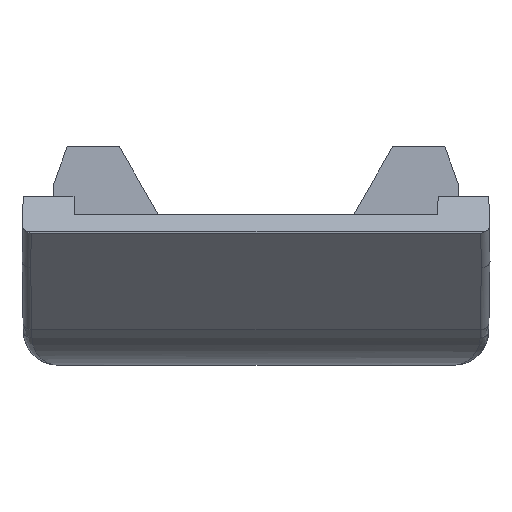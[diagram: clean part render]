
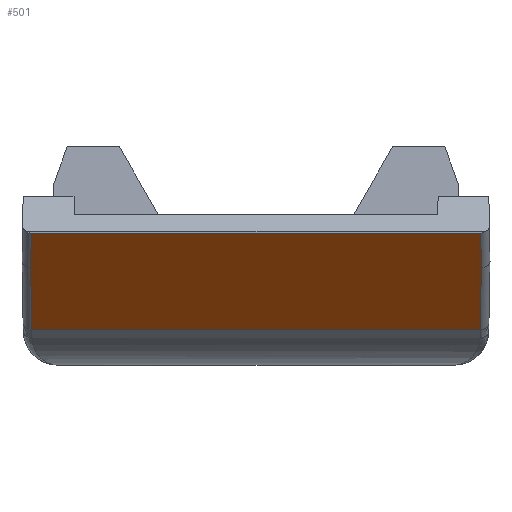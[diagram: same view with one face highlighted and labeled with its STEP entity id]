
A CAD part, left-side view. The second image highlights one B-rep face of the part: STEP entity #501.
In plain terms, the highlighted planar face has unit normal (-0.707, 0, -0.707).
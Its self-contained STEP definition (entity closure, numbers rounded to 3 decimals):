
#128 = DIRECTION ( 'NONE',  ( 0., -1., 0. ) ) ;
#223 = VERTEX_POINT ( 'NONE', #4600 ) ;
#384 = CARTESIAN_POINT ( 'NONE',  ( -21.263, 13.5, 1.667 ) ) ;
#439 = VECTOR ( 'NONE', #7205, 1000. ) ;
#501 = ADVANCED_FACE ( 'NONE', ( #6626 ), #4854, .F. ) ;
#731 = EDGE_CURVE ( 'NONE', #9092, #2414, #6275, .T. ) ;
#809 = CARTESIAN_POINT ( 'NONE',  ( -15.646, 12.937, -3.95 ) ) ;
#1156 = DIRECTION ( 'NONE',  ( 0.707, 0., 0.707 ) ) ;
#1246 = DIRECTION ( 'NONE',  ( -0.707, -0.012, 0.707 ) ) ;
#1266 = AXIS2_PLACEMENT_3D ( 'NONE', #384, #1156, #6342 ) ;
#1366 = ORIENTED_EDGE ( 'NONE', *, *, #5175, .T. ) ;
#1566 = DIRECTION ( 'NONE',  ( 0., 1., 0. ) ) ;
#1771 = CARTESIAN_POINT ( 'NONE',  ( -19.243, -13., -0.354 ) ) ;
#1796 = VECTOR ( 'NONE', #128, 1000. ) ;
#2414 = VERTEX_POINT ( 'NONE', #6012 ) ;
#2645 = ORIENTED_EDGE ( 'NONE', *, *, #5627, .T. ) ;
#3036 = EDGE_CURVE ( 'NONE', #2414, #6951, #4156, .T. ) ;
#3075 = EDGE_CURVE ( 'NONE', #223, #5472, #9380, .T. ) ;
#3128 = ORIENTED_EDGE ( 'NONE', *, *, #8287, .T. ) ;
#3161 = CARTESIAN_POINT ( 'NONE',  ( -15.646, 13.5, -3.95 ) ) ;
#3414 = CARTESIAN_POINT ( 'NONE',  ( -21.258, 12.965, 1.662 ) ) ;
#3433 = DIRECTION ( 'NONE',  ( 0.707, -0.012, -0.707 ) ) ;
#4156 = LINE ( 'NONE', #3414, #7888 ) ;
#4183 = CARTESIAN_POINT ( 'NONE',  ( -21.208, -12.966, 1.612 ) ) ;
#4600 = CARTESIAN_POINT ( 'NONE',  ( -15.646, -12.937, -3.95 ) ) ;
#4854 = PLANE ( 'NONE',  #1266 ) ;
#5082 = ORIENTED_EDGE ( 'NONE', *, *, #3075, .T. ) ;
#5175 = EDGE_CURVE ( 'NONE', #5472, #9092, #6378, .T. ) ;
#5418 = VECTOR ( 'NONE', #1246, 1000. ) ;
#5419 = ORIENTED_EDGE ( 'NONE', *, *, #731, .T. ) ;
#5472 = VERTEX_POINT ( 'NONE', #1771 ) ;
#5627 = EDGE_CURVE ( 'NONE', #6951, #5847, #6593, .T. ) ;
#5659 = ORIENTED_EDGE ( 'NONE', *, *, #3036, .T. ) ;
#5702 = CARTESIAN_POINT ( 'NONE',  ( -19.243, 13., -0.354 ) ) ;
#5847 = VERTEX_POINT ( 'NONE', #809 ) ;
#6012 = CARTESIAN_POINT ( 'NONE',  ( -21.213, 12.966, 1.617 ) ) ;
#6275 = LINE ( 'NONE', #6755, #8048 ) ;
#6342 = DIRECTION ( 'NONE',  ( 0.707, 0., -0.707 ) ) ;
#6378 = LINE ( 'NONE', #4183, #439 ) ;
#6468 = EDGE_LOOP ( 'NONE', ( #5419, #5659, #2645, #3128, #5082, #1366 ) ) ;
#6593 = LINE ( 'NONE', #8626, #8818 ) ;
#6626 = FACE_OUTER_BOUND ( 'NONE', #6468, .T. ) ;
#6755 = CARTESIAN_POINT ( 'NONE',  ( -21.213, 13.5, 1.617 ) ) ;
#6951 = VERTEX_POINT ( 'NONE', #5702 ) ;
#7118 = DIRECTION ( 'NONE',  ( 0.707, 0.012, -0.707 ) ) ;
#7205 = DIRECTION ( 'NONE',  ( -0.707, 0.012, 0.707 ) ) ;
#7508 = LINE ( 'NONE', #3161, #1796 ) ;
#7888 = VECTOR ( 'NONE', #7118, 1000. ) ;
#7938 = CARTESIAN_POINT ( 'NONE',  ( -19.6, -13.006, 0.004 ) ) ;
#8048 = VECTOR ( 'NONE', #1566, 1000. ) ;
#8287 = EDGE_CURVE ( 'NONE', #5847, #223, #7508, .T. ) ;
#8626 = CARTESIAN_POINT ( 'NONE',  ( -21.267, 13.035, 1.671 ) ) ;
#8818 = VECTOR ( 'NONE', #3433, 1000. ) ;
#9092 = VERTEX_POINT ( 'NONE', #9294 ) ;
#9294 = CARTESIAN_POINT ( 'NONE',  ( -21.213, -12.966, 1.617 ) ) ;
#9380 = LINE ( 'NONE', #7938, #5418 ) ;
